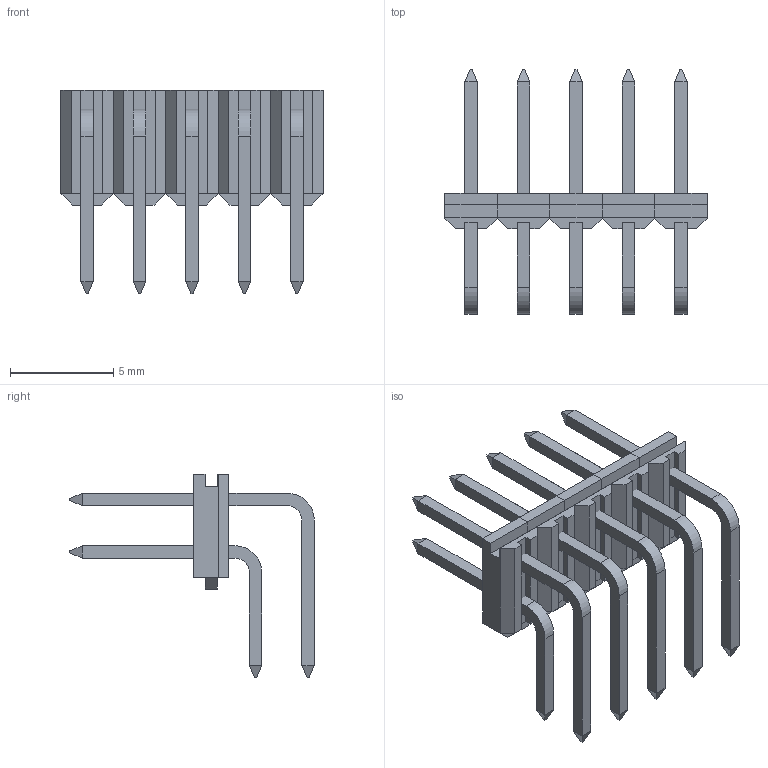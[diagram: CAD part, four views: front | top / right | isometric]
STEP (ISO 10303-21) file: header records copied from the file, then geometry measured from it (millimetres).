
FILE_DESCRIPTION((''),'2;1');
FILE_NAME('STELVIO-KONTEK_3910401110400.stp','2013-08-29T14:27:00',(''),(''),'Mechanical Desktop 2011','Mechanical Desktop 2011',', , ');
FILE_SCHEMA(('AUTOMOTIVE_DESIGN { 1 2 10303 214 1 1 1 1 }'));
Length unit declared in the file: millimetre
Products named in the file (1): Product
Bounding box: 12.7 x 11.84 x 9.87 mm (x, y, z)
Volume: 155.1 mm3; surface area: 700.5 mm2
Topology: 30 solids, 30 shells, 350 faces, 790 edges, 500 vertices
Faces by surface type: plane 330, cylinder 20
Entity records: 9517 total; most frequent: CARTESIAN_POINT 1641, ORIENTED_EDGE 1580, DIRECTION 1532, EDGE_CURVE 790, VECTOR 750, LINE 750, VERTEX_POINT 500, AXIS2_PLACEMENT_3D 391
